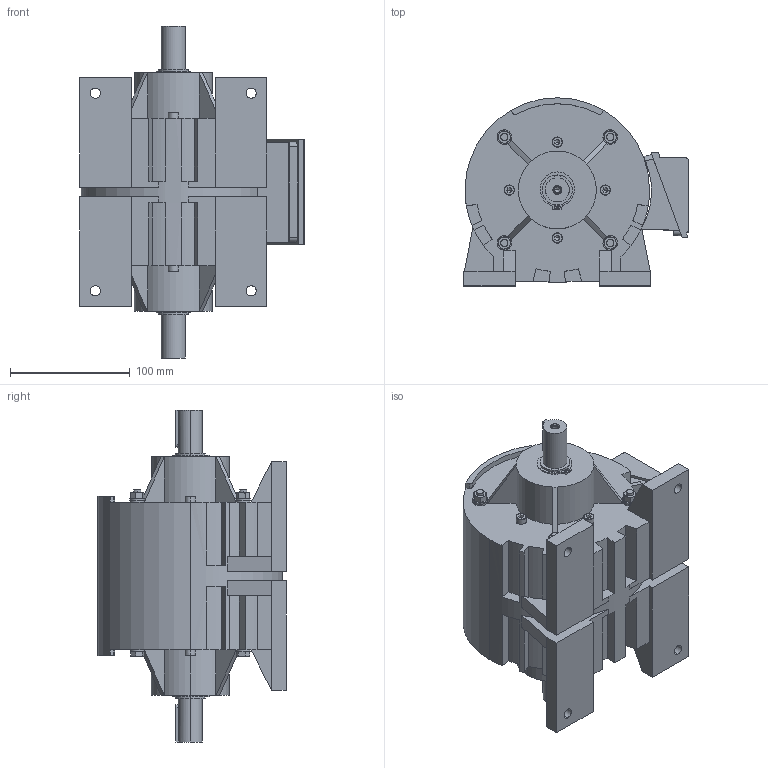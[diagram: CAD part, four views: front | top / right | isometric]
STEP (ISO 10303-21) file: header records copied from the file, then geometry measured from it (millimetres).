
FILE_DESCRIPTION (( 'STEP AP203' ), '1' );
FILE_NAME ('MSU 2.5.STEP', '2018-02-15T11:16:12', ( '新井重治' ), ( '小倉クラッチ' ), 'SwSTEP 2.0', 'SolidWorks 2009', '' );
FILE_SCHEMA (( 'CONFIG_CONTROL_DESIGN' ));
Length unit declared in the file: millimetre
Products named in the file (1): MSU 2.5
Bounding box: 187.21 x 157 x 277 mm (x, y, z)
Volume: 2951067.1 mm3; surface area: 207948.9 mm2
Topology: 1 solids, 1 shells, 635 faces, 1632 edges, 1030 vertices
Faces by surface type: plane 366, cylinder 193, cone 60, bspline 16
Entity records: 19541 total; most frequent: CARTESIAN_POINT 3879, DIRECTION 3324, ORIENTED_EDGE 3224, EDGE_CURVE 1612, AXIS2_PLACEMENT_3D 1187, VERTEX_POINT 1030, VECTOR 950, LINE 950
